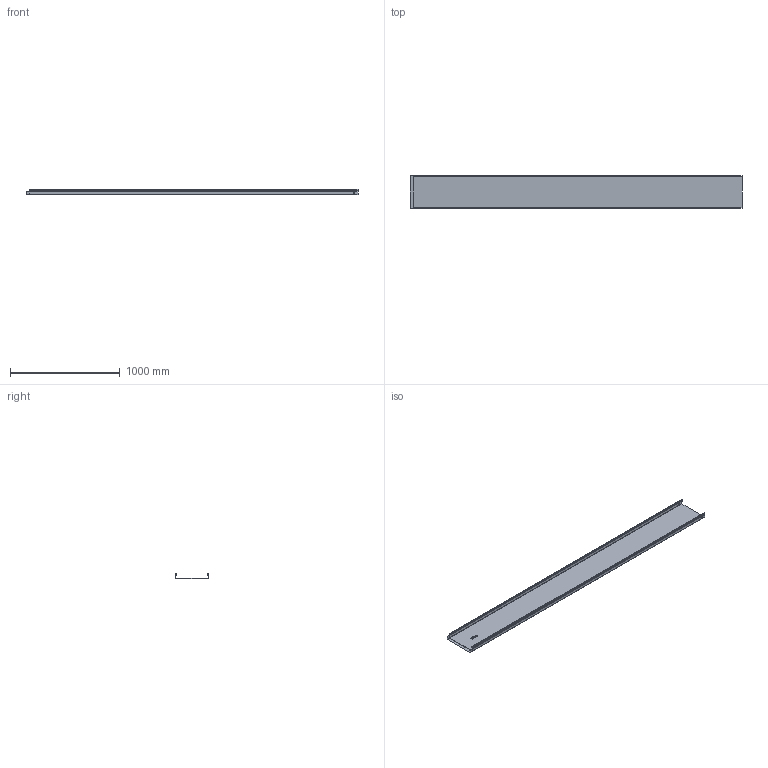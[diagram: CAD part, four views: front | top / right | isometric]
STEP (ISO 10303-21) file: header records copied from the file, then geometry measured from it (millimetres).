
FILE_DESCRIPTION(/* description */ (''),/* implementation_level */ '2;1');
FILE_NAME(/* name */ '481905.stp',/* time_stamp */ '2023-12-19T13:46:20+01:00',/* author */ ('bonnaudn'),/* organization */ (''),/* preprocessor_version */ 'ST-DEVELOPER v19.2',/* originating_system */ 'AutoCAD Mechanical',/* authorisation */ '');
FILE_SCHEMA (('AUTOMOTIVE_DESIGN { 1 0 10303 214 3 1 1 }'));
Length unit declared in the file: millimetre
Products named in the file (1): Product
Bounding box: 3030 x 300 x 50.2 mm (x, y, z)
Volume: 1155404.9 mm3; surface area: 2574065.6 mm2
Topology: 1 solids, 8 shells, 132 faces, 395 edges, 271 vertices
Faces by surface type: plane 70, cylinder 50, torus 6, cone 4, bspline 2
Entity records: 4523 total; most frequent: CARTESIAN_POINT 815, DIRECTION 788, ORIENTED_EDGE 731, EDGE_CURVE 395, VERTEX_POINT 271, LINE 264, VECTOR 264, AXIS2_PLACEMENT_3D 262
